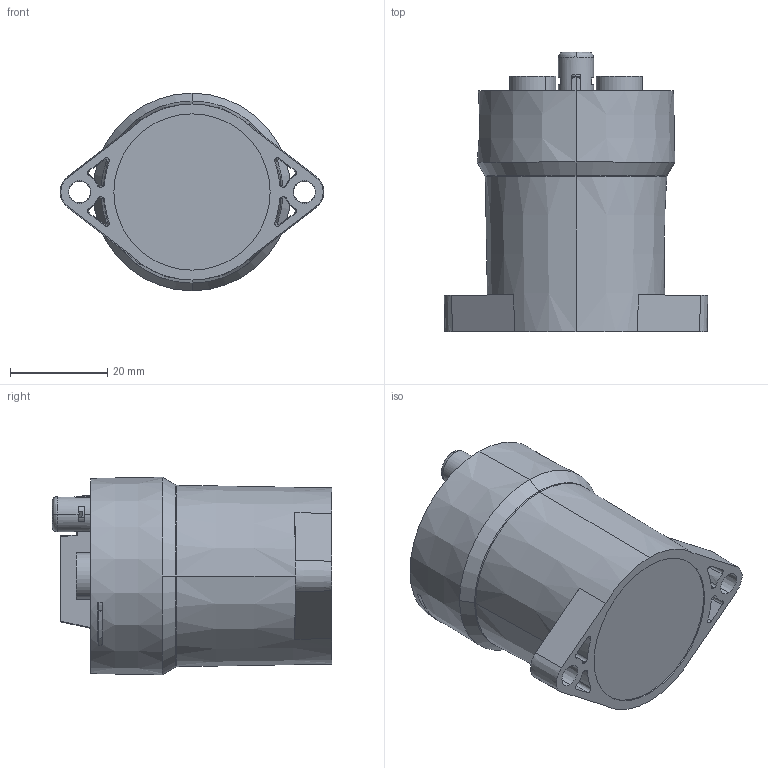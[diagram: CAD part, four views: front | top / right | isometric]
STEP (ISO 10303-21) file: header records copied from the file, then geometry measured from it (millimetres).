
FILE_DESCRIPTION (( 'STEP AP214' ), '1' );
FILE_NAME ('GV211 no internals.STEP', '2019-11-07T22:01:17', ( '' ), ( '' ), 'SwSTEP 2.0', 'SolidWorks 2018', '' );
FILE_SCHEMA (( 'AUTOMOTIVE_DESIGN' ));
Length unit declared in the file: inch
Products named in the file (8): Stud; GV211 no internals; tube; Can; GV210 Housing 3 Pin Mod; Cap1; Epoxy2; GV210 Cap 3 Pin
Assembly tree (8 placements, depth 2):
  GV211 no internals
    Can
    Stud  x2
    tube
    GV210 Housing 3 Pin Mod
    Epoxy2
    Cap1
    GV210 Cap 3 Pin
Bounding box: 54.2 x 57.5 x 40.64 mm (x, y, z)
Volume: 28041.6 mm3; surface area: 40845.2 mm2
Topology: 8 solids, 8 shells, 588 faces, 1508 edges, 936 vertices
Faces by surface type: plane 198, bspline 112, cylinder 109, cone 107, torus 50, sphere 12
Entity records: 20833 total; most frequent: CARTESIAN_POINT 8252, ORIENTED_EDGE 2826, DIRECTION 2219, EDGE_CURVE 1413, VERTEX_POINT 885, AXIS2_PLACEMENT_3D 868, EDGE_LOOP 596, FACE_OUTER_BOUND 554
